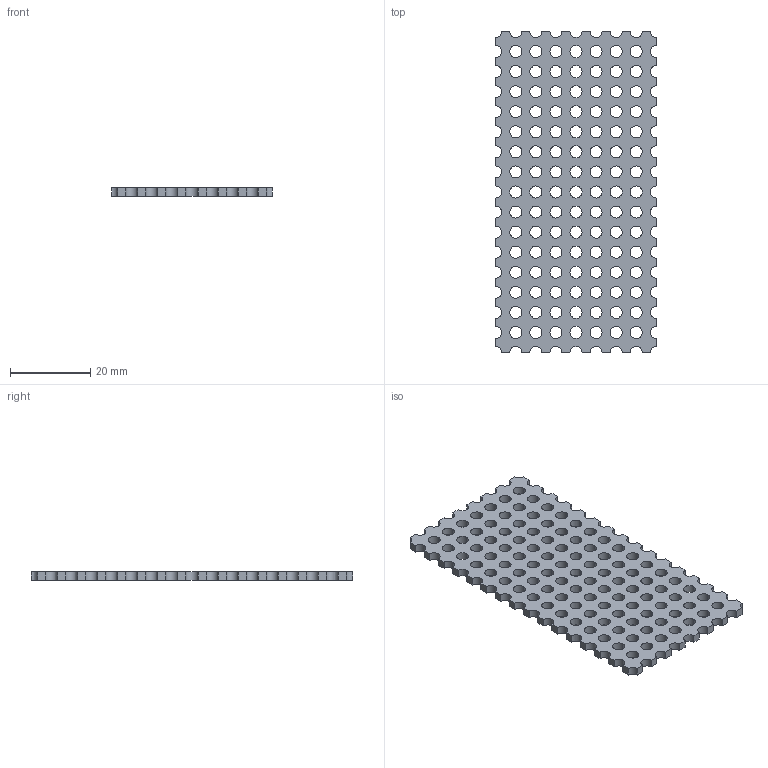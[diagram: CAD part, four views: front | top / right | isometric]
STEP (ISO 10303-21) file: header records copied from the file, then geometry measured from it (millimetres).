
FILE_DESCRIPTION (( 'STEP AP214' ), '1' );
FILE_NAME ('Board 80x40.STEP', '2022-02-11T14:12:36', ( '' ), ( '' ), 'SwSTEP 2.0', 'SolidWorks 2016', '' );
FILE_SCHEMA (( 'AUTOMOTIVE_DESIGN' ));
Length unit declared in the file: millimetre
Products named in the file (2): Board 80x40
Bounding box: 40 x 80 x 2 mm (x, y, z)
Volume: 4590.4 mm3; surface area: 7195.2 mm2
Topology: 1 solids, 1 shells, 323 faces, 963 edges, 642 vertices
Faces by surface type: cylinder 273, plane 50
Entity records: 11632 total; most frequent: DIRECTION 2159, CARTESIAN_POINT 1930, ORIENTED_EDGE 1926, EDGE_CURVE 963, AXIS2_PLACEMENT_3D 871, VERTEX_POINT 642, CIRCLE 546, EDGE_LOOP 533
